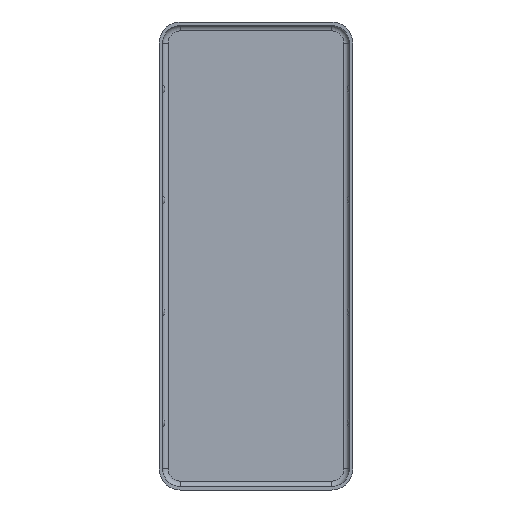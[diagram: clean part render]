
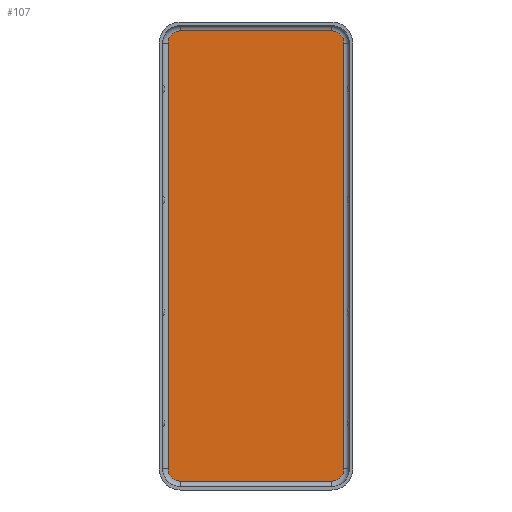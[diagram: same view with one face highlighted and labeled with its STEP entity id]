
A CAD part, front view. The second image highlights one B-rep face of the part: STEP entity #107.
In plain terms, the highlighted planar face has unit normal (0, -1, 0).
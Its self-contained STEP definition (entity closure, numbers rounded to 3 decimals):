
#107 = ADVANCED_FACE( 'NONE', ( #254 ), #255, .T. );
#254 = FACE_OUTER_BOUND( '', #431, .T. );
#255 = PLANE( '', #432 );
#431 = EDGE_LOOP( '', ( #667, #668, #669, #670, #671, #672, #673, #674 ) );
#432 = AXIS2_PLACEMENT_3D( '', #675, #676, #677 );
#667 = ORIENTED_EDGE( '', *, *, #1005, .F. );
#668 = ORIENTED_EDGE( '', *, *, #1006, .F. );
#669 = ORIENTED_EDGE( '', *, *, #1007, .F. );
#670 = ORIENTED_EDGE( '', *, *, #1008, .T. );
#671 = ORIENTED_EDGE( '', *, *, #1009, .T. );
#672 = ORIENTED_EDGE( '', *, *, #1010, .F. );
#673 = ORIENTED_EDGE( '', *, *, #958, .T. );
#674 = ORIENTED_EDGE( '', *, *, #1011, .T. );
#675 = CARTESIAN_POINT( '', ( 6.8, 0., -19.15 ) );
#676 = DIRECTION( '', ( 0., -1., 0. ) );
#677 = DIRECTION( '', ( 0., 0., -1. ) );
#958 = EDGE_CURVE( 'NONE', #1122, #1120, #1123, .T. );
#1005 = EDGE_CURVE( 'NONE', #1195, #1196, #1197, .T. );
#1006 = EDGE_CURVE( 'NONE', #1198, #1195, #1199, .T. );
#1007 = EDGE_CURVE( 'NONE', #1200, #1198, #1201, .T. );
#1008 = EDGE_CURVE( 'NONE', #1200, #1202, #1203, .T. );
#1009 = EDGE_CURVE( 'NONE', #1202, #1204, #1205, .T. );
#1010 = EDGE_CURVE( 'NONE', #1122, #1204, #1206, .T. );
#1011 = EDGE_CURVE( 'NONE', #1120, #1196, #1207, .T. );
#1120 = VERTEX_POINT( 'NONE', #1340 );
#1122 = VERTEX_POINT( 'NONE', #1342 );
#1123 = LINE( '', #1343, #1344 );
#1195 = VERTEX_POINT( 'NONE', #1427 );
#1196 = VERTEX_POINT( 'NONE', #1428 );
#1197 = LINE( '', #1429, #1430 );
#1198 = VERTEX_POINT( 'NONE', #1431 );
#1199 = CIRCLE( '', #1432, 1.1 );
#1200 = VERTEX_POINT( 'NONE', #1433 );
#1201 = LINE( '', #1434, #1435 );
#1202 = VERTEX_POINT( 'NONE', #1436 );
#1203 = CIRCLE( '', #1437, 1.1 );
#1204 = VERTEX_POINT( 'NONE', #1438 );
#1205 = LINE( '', #1439, #1440 );
#1206 = CIRCLE( '', #1441, 1.1 );
#1207 = CIRCLE( '', #1442, 1.1 );
#1340 = CARTESIAN_POINT( '', ( -7.9, 0., -19.15 ) );
#1342 = CARTESIAN_POINT( '', ( -7.9, 0., 19.15 ) );
#1343 = CARTESIAN_POINT( '', ( -7.9, 0., 0. ) );
#1344 = VECTOR( '', #1576, 1000. );
#1427 = CARTESIAN_POINT( '', ( 6.8, 0., -20.25 ) );
#1428 = CARTESIAN_POINT( '', ( -6.8, 0., -20.25 ) );
#1429 = CARTESIAN_POINT( '', ( 6.8, 0., -20.25 ) );
#1430 = VECTOR( '', #1657, 1000. );
#1431 = CARTESIAN_POINT( '', ( 7.9, 0., -19.15 ) );
#1432 = AXIS2_PLACEMENT_3D( '', #1658, #1659, #1660 );
#1433 = CARTESIAN_POINT( '', ( 7.9, 0., 19.15 ) );
#1434 = CARTESIAN_POINT( '', ( 7.9, 0., 0. ) );
#1435 = VECTOR( '', #1661, 1000. );
#1436 = CARTESIAN_POINT( '', ( 6.8, 0., 20.25 ) );
#1437 = AXIS2_PLACEMENT_3D( '', #1662, #1663, #1664 );
#1438 = CARTESIAN_POINT( '', ( -6.8, 0., 20.25 ) );
#1439 = CARTESIAN_POINT( '', ( 6.8, 0., 20.25 ) );
#1440 = VECTOR( '', #1665, 1000. );
#1441 = AXIS2_PLACEMENT_3D( '', #1666, #1667, #1668 );
#1442 = AXIS2_PLACEMENT_3D( '', #1669, #1670, #1671 );
#1576 = DIRECTION( '', ( 0., 0., -1. ) );
#1657 = DIRECTION( '', ( -1., 0., 0. ) );
#1658 = CARTESIAN_POINT( '', ( 6.8, 0., -19.15 ) );
#1659 = DIRECTION( '', ( 0., 1., 0. ) );
#1660 = DIRECTION( '', ( 0., 0., 1. ) );
#1661 = DIRECTION( '', ( 0., 0., -1. ) );
#1662 = CARTESIAN_POINT( '', ( 6.8, 0., 19.15 ) );
#1663 = DIRECTION( '', ( 0., -1., 0. ) );
#1664 = DIRECTION( '', ( 0., 0., -1. ) );
#1665 = DIRECTION( '', ( -1., 0., 0. ) );
#1666 = CARTESIAN_POINT( '', ( -6.8, 0., 19.15 ) );
#1667 = DIRECTION( '', ( 0., 1., 0. ) );
#1668 = DIRECTION( '', ( 0., 0., -1. ) );
#1669 = CARTESIAN_POINT( '', ( -6.8, 0., -19.15 ) );
#1670 = DIRECTION( '', ( 0., -1., 0. ) );
#1671 = DIRECTION( '', ( 0., 0., 1. ) );
